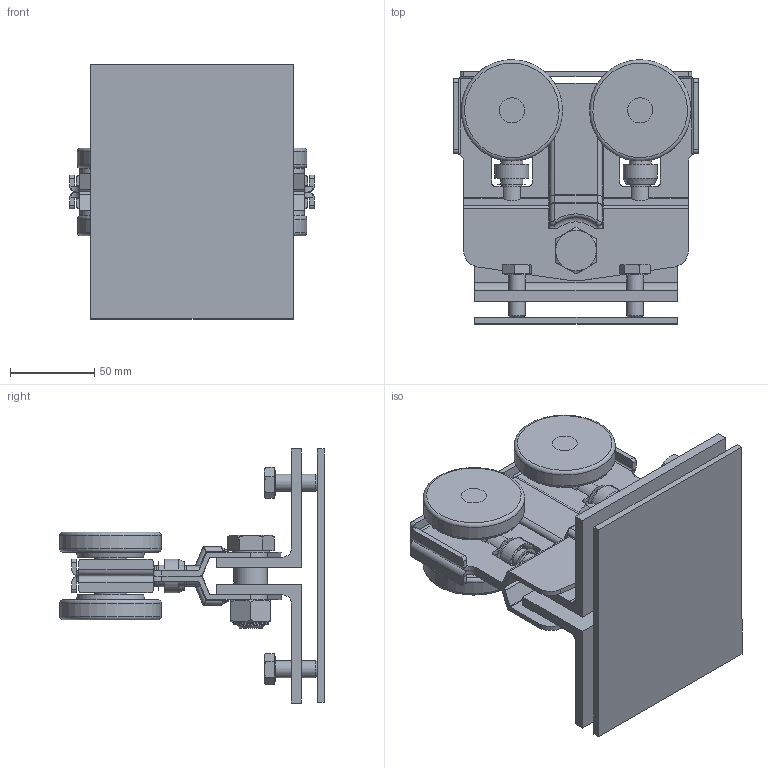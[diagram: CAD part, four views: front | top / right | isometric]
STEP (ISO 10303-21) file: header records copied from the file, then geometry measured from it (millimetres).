
FILE_DESCRIPTION(/* description */ (''),/* implementation_level */ '2;1');
FILE_NAME(/* name */ 'Pièce1.stp',/* time_stamp */ '2022-04-05T08:16:20+02:00',/* author */ ('Giuliano'),/* organization */ (''),/* preprocessor_version */ 'ST-DEVELOPER v18.1',/* originating_system */ 'Autodesk Inventor 2021',/* authorisation */ '');
FILE_SCHEMA (('AUTOMOTIVE_DESIGN { 1 0 10303 214 3 1 1 }'));
Length unit declared in the file: millimetre
Products named in the file (1): Pièce1
Bounding box: 145 x 156.5 x 150.4 mm (x, y, z)
Volume: 605391 mm3; surface area: 258971.6 mm2
Topology: 40 solids, 44 shells, 790 faces, 2103 edges, 1330 vertices
Faces by surface type: plane 289, cylinder 246, torus 92, bspline 84, cone 43, sphere 36
Full cylindrical faces by diameter (mm): 4 x2, 6 x4, 10 x4, 12 x4, 13 x4, 14.63 x4, 14.9 x2, 16 x1, 18 x2, 20 x7, 20.44 x8, 20.713 x1, 22.49 x1, 24 x4, 26.56 x8, 32 x4, 60 x4
Entity records: 30281 total; most frequent: CARTESIAN_POINT 11296, ORIENTED_EDGE 4054, DIRECTION 3809, EDGE_CURVE 2027, AXIS2_PLACEMENT_3D 1535, VERTEX_POINT 1330, EDGE_LOOP 887, FACE_OUTER_BOUND 790
